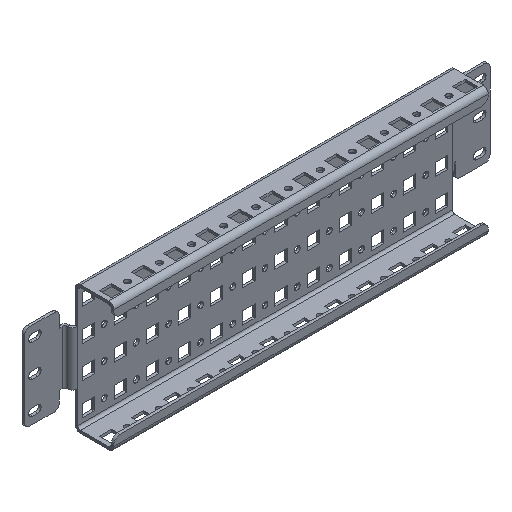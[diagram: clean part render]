
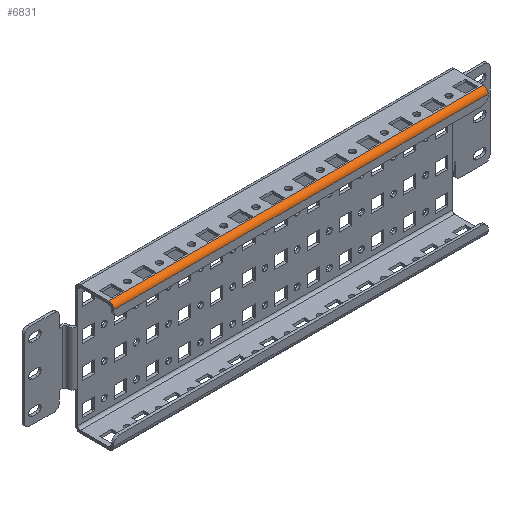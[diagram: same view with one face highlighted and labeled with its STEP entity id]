
A CAD part, isometric view. The second image highlights one B-rep face of the part: STEP entity #6831.
In plain terms, the highlighted cylindrical face has radius 4 mm (diameter 8 mm), a partial arc.
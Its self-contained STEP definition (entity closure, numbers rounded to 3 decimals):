
#162 = VERTEX_POINT ( 'NONE', #5784 ) ;
#1019 = VECTOR ( 'NONE', #3668, 1000. ) ;
#1551 = CIRCLE ( 'NONE', #12603, 4. ) ;
#1584 = VERTEX_POINT ( 'NONE', #9516 ) ;
#1738 = CARTESIAN_POINT ( 'NONE',  ( 145.5, -30., 46. ) ) ;
#1739 = CIRCLE ( 'NONE', #9021, 4. ) ;
#1815 = DIRECTION ( 'NONE',  ( 0., 0., 1. ) ) ;
#2293 = EDGE_CURVE ( 'NONE', #15750, #16492, #1551, .T. ) ;
#3271 = DIRECTION ( 'NONE',  ( 0., 0., 1. ) ) ;
#3431 = CYLINDRICAL_SURFACE ( 'NONE', #7516, 4. ) ;
#3668 = DIRECTION ( 'NONE',  ( 1., 0., 0. ) ) ;
#4316 = CARTESIAN_POINT ( 'NONE',  ( -145.5, -30., 46. ) ) ;
#4738 = CARTESIAN_POINT ( 'NONE',  ( -145.5, -26., 46. ) ) ;
#4871 = ORIENTED_EDGE ( 'NONE', *, *, #10619, .T. ) ;
#5056 = DIRECTION ( 'NONE',  ( 0., -1., 0. ) ) ;
#5200 = ORIENTED_EDGE ( 'NONE', *, *, #15958, .F. ) ;
#5784 = CARTESIAN_POINT ( 'NONE',  ( 145.5, -26., 50. ) ) ;
#5802 = ORIENTED_EDGE ( 'NONE', *, *, #12169, .F. ) ;
#6185 = CARTESIAN_POINT ( 'NONE',  ( 145.5, -26., 46. ) ) ;
#6279 = DIRECTION ( 'NONE',  ( 1., 0., 0. ) ) ;
#6525 = DIRECTION ( 'NONE',  ( -1., 0., 0. ) ) ;
#6831 = ADVANCED_FACE ( 'NONE', ( #11968 ), #3431, .T. ) ;
#7498 = EDGE_LOOP ( 'NONE', ( #5200, #13736, #4871, #5802 ) ) ;
#7516 = AXIS2_PLACEMENT_3D ( 'NONE', #17279, #6525, #5056 ) ;
#9021 = AXIS2_PLACEMENT_3D ( 'NONE', #6185, #6279, #3271 ) ;
#9516 = CARTESIAN_POINT ( 'NONE',  ( 145.5, -30., 46. ) ) ;
#10288 = DIRECTION ( 'NONE',  ( 1., 0., 0. ) ) ;
#10572 = CARTESIAN_POINT ( 'NONE',  ( -145.5, -26., 50. ) ) ;
#10619 = EDGE_CURVE ( 'NONE', #15750, #1584, #16863, .T. ) ;
#10819 = CARTESIAN_POINT ( 'NONE',  ( -145.5, -26., 50. ) ) ;
#11024 = VECTOR ( 'NONE', #10288, 1000. ) ;
#11656 = DIRECTION ( 'NONE',  ( -1., 0., 0. ) ) ;
#11968 = FACE_OUTER_BOUND ( 'NONE', #7498, .T. ) ;
#12028 = LINE ( 'NONE', #10572, #1019 ) ;
#12169 = EDGE_CURVE ( 'NONE', #162, #1584, #1739, .T. ) ;
#12603 = AXIS2_PLACEMENT_3D ( 'NONE', #4738, #11656, #1815 ) ;
#13736 = ORIENTED_EDGE ( 'NONE', *, *, #2293, .F. ) ;
#15750 = VERTEX_POINT ( 'NONE', #4316 ) ;
#15958 = EDGE_CURVE ( 'NONE', #16492, #162, #12028, .T. ) ;
#16492 = VERTEX_POINT ( 'NONE', #10819 ) ;
#16863 = LINE ( 'NONE', #1738, #11024 ) ;
#17279 = CARTESIAN_POINT ( 'NONE',  ( -145.5, -26., 46. ) ) ;
